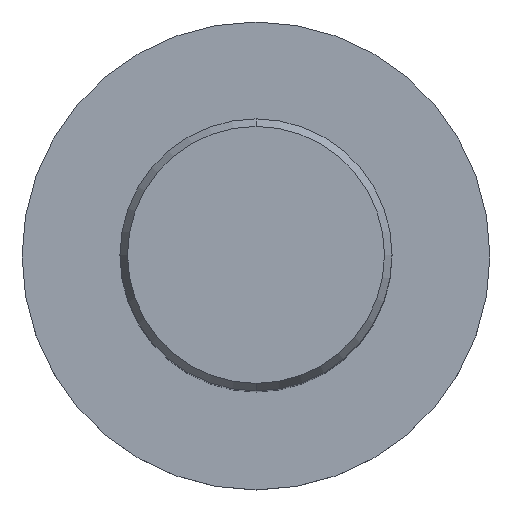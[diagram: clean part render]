
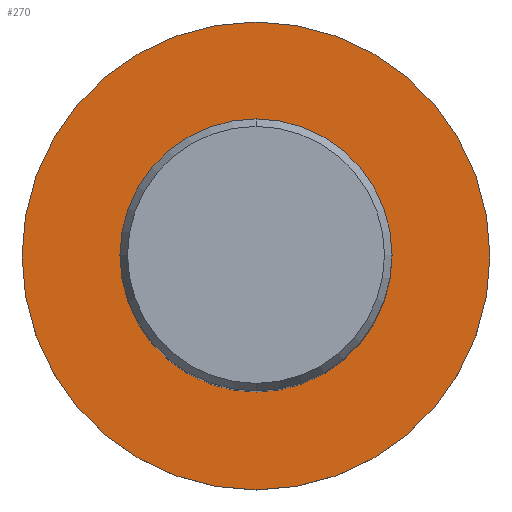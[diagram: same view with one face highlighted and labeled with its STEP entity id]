
A CAD part, top view. The second image highlights one B-rep face of the part: STEP entity #270.
In plain terms, the highlighted planar face has unit normal (0, 0, 1).
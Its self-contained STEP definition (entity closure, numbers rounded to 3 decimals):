
#210=EDGE_CURVE('',#256,#276,#545,.T.);
#212=EDGE_CURVE('',#310,#312,#547,.T.);
#256=VERTEX_POINT('',#598);
#270=ADVANCED_FACE('',(#613,#614),#615,.T.);
#276=VERTEX_POINT('',#621);
#296=EDGE_CURVE('',#312,#310,#643,.T.);
#310=VERTEX_POINT('',#657);
#312=VERTEX_POINT('',#659);
#404=EDGE_CURVE('',#276,#256,#757,.T.);
#545=CIRCLE('',#923,21.5);
#547=CIRCLE('',#926,12.5);
#598=CARTESIAN_POINT('',(0.0,21.5,-56.0));
#613=FACE_BOUND('',#1054,.T.);
#614=FACE_OUTER_BOUND('',#1055,.T.);
#615=PLANE('',#1056);
#621=CARTESIAN_POINT('',(0.,-21.5,-56.0));
#643=CIRCLE('',#1090,12.5);
#657=CARTESIAN_POINT('',(0.,-12.5,-56.0));
#659=CARTESIAN_POINT('',(0.0,12.5,-56.0));
#757=CIRCLE('',#1315,21.5);
#923=AXIS2_PLACEMENT_3D('',#1602,#1603,#1604);
#926=AXIS2_PLACEMENT_3D('',#1605,#1606,#1607);
#1054=EDGE_LOOP('',(#1711,#1712));
#1055=EDGE_LOOP('',(#1713,#1714));
#1056=AXIS2_PLACEMENT_3D('',#1715,#1716,#1717);
#1090=AXIS2_PLACEMENT_3D('',#1745,#1746,#1747);
#1315=AXIS2_PLACEMENT_3D('',#1836,#1837,#1838);
#1602=CARTESIAN_POINT('',(0.0,0.0,-56.0));
#1603=DIRECTION('',(0.0,0.0,-1.0));
#1604=DIRECTION('',(0.0,1.0,0.0));
#1605=CARTESIAN_POINT('',(0.0,0.0,-56.0));
#1606=DIRECTION('',(-0.0,0.0,-1.0));
#1607=DIRECTION('',(0.0,1.0,0.0));
#1711=ORIENTED_EDGE('',*,*,#296,.T.);
#1712=ORIENTED_EDGE('',*,*,#212,.T.);
#1713=ORIENTED_EDGE('',*,*,#210,.F.);
#1714=ORIENTED_EDGE('',*,*,#404,.F.);
#1715=CARTESIAN_POINT('',(0.0,10.75,-56.0));
#1716=DIRECTION('',(-0.0,0.0,1.0));
#1717=DIRECTION('',(0.0,-1.0,0.0));
#1745=CARTESIAN_POINT('',(0.0,0.0,-56.0));
#1746=DIRECTION('',(-0.0,0.0,-1.0));
#1747=DIRECTION('',(0.0,1.0,0.0));
#1836=CARTESIAN_POINT('',(0.0,0.0,-56.0));
#1837=DIRECTION('',(0.0,0.0,-1.0));
#1838=DIRECTION('',(0.0,1.0,0.0));
